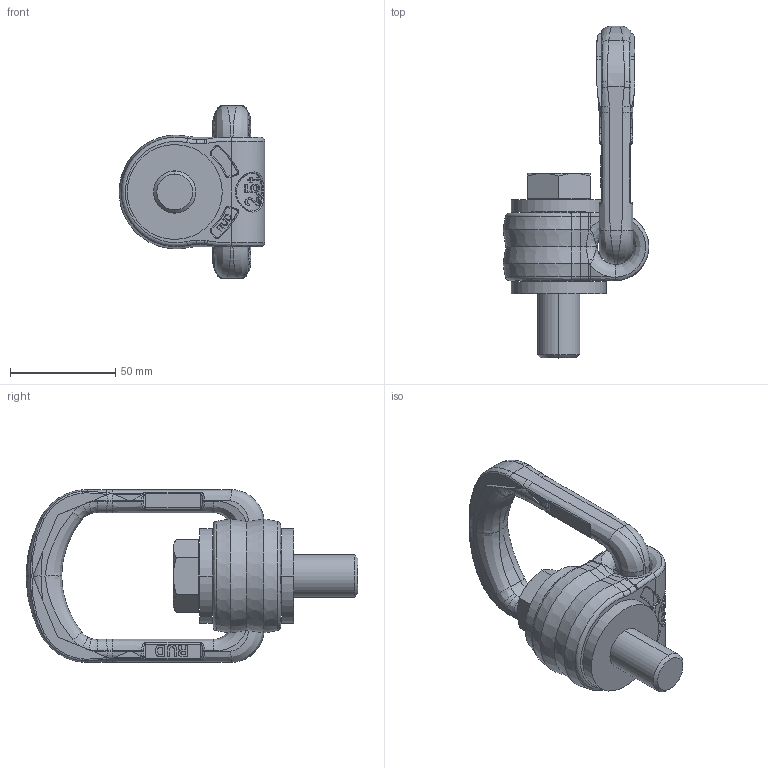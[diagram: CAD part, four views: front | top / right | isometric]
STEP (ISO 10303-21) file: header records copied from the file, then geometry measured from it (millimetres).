
FILE_DESCRIPTION((''),'2;1');
FILE_NAME('001-M34985-P-1_ASM','2014-05-14T',('Andreas.Wendler'),(''),'PRO/ENGINEER BY PARAMETRIC TECHNOLOGY CORPORATION, 2010140','PRO/ENGINEER BY PARAMETRIC TECHNOLOGY CORPORATION, 2010140','');
FILE_SCHEMA(('CONFIG_CONTROL_DESIGN'));
Products named in the file (4): 001-M34985-P-2; 001-M34986-P-1; 001-M34904-P-1; 001-M34985-P-1_ASM
Assembly tree (3 placements, depth 2):
  001-M34985-P-1_ASM
    001-M34985-P-2
    001-M34986-P-1
    001-M34904-P-1
Bounding box: 69.04 x 157.45 x 82 mm (x, y, z)
Volume: 179219.9 mm3; surface area: 45178.1 mm2
Topology: 3 solids, 3 shells, 1231 faces, 3304 edges, 2119 vertices
Faces by surface type: plane 681, bspline 410, cylinder 82, extrusion 34, torus 14, cone 10
Entity records: 102320 total; most frequent: CARTESIAN_POINT 74557, ORIENTED_EDGE 6604, DIRECTION 4250, EDGE_CURVE 3302, VERTEX_POINT 2119, VECTOR 2102, LINE 2068, EDGE_LOOP 1279
